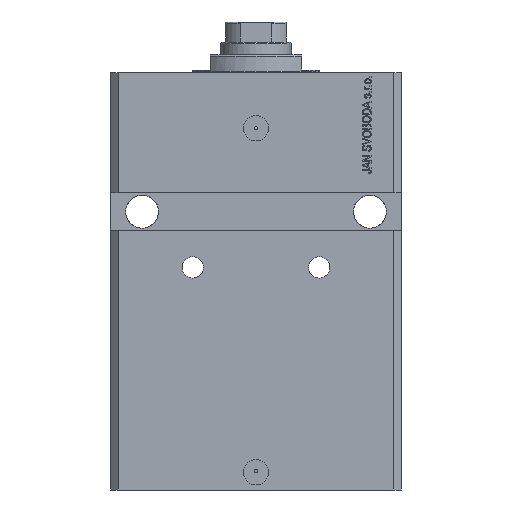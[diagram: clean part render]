
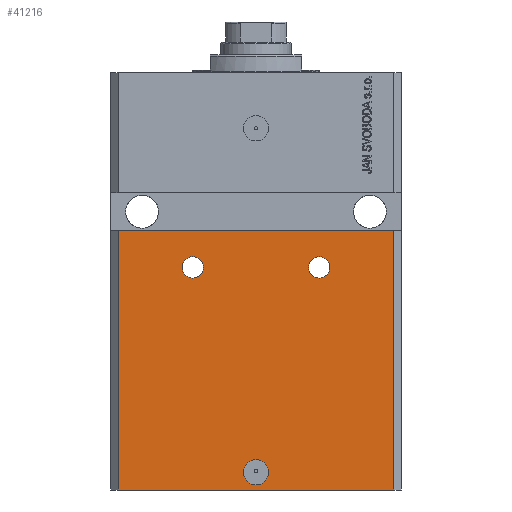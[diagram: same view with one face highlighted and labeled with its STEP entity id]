
A CAD part, front view. The second image highlights one B-rep face of the part: STEP entity #41216.
In plain terms, the highlighted planar face has unit normal (0, -1, 0).
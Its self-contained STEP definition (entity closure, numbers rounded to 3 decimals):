
#1097 = CARTESIAN_POINT ( 'NONE',  ( -25., -45., -77. ) ) ;
#1920 = EDGE_CURVE ( 'NONE', #36206, #7483, #4526, .T. ) ;
#2140 = CARTESIAN_POINT ( 'NONE',  ( -54.5, -45., -165. ) ) ;
#3383 = EDGE_CURVE ( 'NONE', #19191, #31422, #15142, .T. ) ;
#4282 = CARTESIAN_POINT ( 'NONE',  ( -57.5, -45., -62.5 ) ) ;
#4526 = LINE ( 'NONE', #4282, #31163 ) ;
#4546 = EDGE_LOOP ( 'NONE', ( #20996, #37332 ) ) ;
#5042 = EDGE_CURVE ( 'NONE', #10154, #24105, #21603, .T. ) ;
#6272 = DIRECTION ( 'NONE',  ( 0., -1., 0. ) ) ;
#7483 = VERTEX_POINT ( 'NONE', #33541 ) ;
#7817 = EDGE_CURVE ( 'NONE', #31422, #19191, #40987, .T. ) ;
#9028 = CIRCLE ( 'NONE', #23488, 4.25 ) ;
#9365 = FACE_BOUND ( 'NONE', #23193, .T. ) ;
#9553 = CARTESIAN_POINT ( 'NONE',  ( 0., -45., -158. ) ) ;
#9948 = DIRECTION ( 'NONE',  ( 0., 0., 1. ) ) ;
#10154 = VERTEX_POINT ( 'NONE', #24317 ) ;
#10221 = CARTESIAN_POINT ( 'NONE',  ( -54.5, -45., -165. ) ) ;
#10562 = VECTOR ( 'NONE', #9948, 1000. ) ;
#11307 = CARTESIAN_POINT ( 'NONE',  ( 54.5, -45., -165. ) ) ;
#11377 = DIRECTION ( 'NONE',  ( 1., 0., 0. ) ) ;
#12097 = AXIS2_PLACEMENT_3D ( 'NONE', #1097, #16439, #31795 ) ;
#13921 = VECTOR ( 'NONE', #44936, 1000. ) ;
#14208 = DIRECTION ( 'NONE',  ( 0., -1., 0. ) ) ;
#15086 = EDGE_LOOP ( 'NONE', ( #37885, #37425, #20585, #44413 ) ) ;
#15142 = CIRCLE ( 'NONE', #47289, 5. ) ;
#15200 = DIRECTION ( 'NONE',  ( 0., -1., 0. ) ) ;
#15284 = AXIS2_PLACEMENT_3D ( 'NONE', #9553, #6272, #20885 ) ;
#16439 = DIRECTION ( 'NONE',  ( 0., -1., 0. ) ) ;
#16481 = CARTESIAN_POINT ( 'NONE',  ( -54.5, -45., -165. ) ) ;
#16912 = EDGE_CURVE ( 'NONE', #47198, #7483, #26090, .T. ) ;
#16989 = CARTESIAN_POINT ( 'NONE',  ( 5., -45., -158. ) ) ;
#17349 = CARTESIAN_POINT ( 'NONE',  ( 20.75, -45., -77. ) ) ;
#17732 = CARTESIAN_POINT ( 'NONE',  ( 25., -45., -77. ) ) ;
#17893 = PLANE ( 'NONE',  #18687 ) ;
#18687 = AXIS2_PLACEMENT_3D ( 'NONE', #48326, #20934, #24952 ) ;
#19191 = VERTEX_POINT ( 'NONE', #19661 ) ;
#19661 = CARTESIAN_POINT ( 'NONE',  ( -5., -45., -158. ) ) ;
#20585 = ORIENTED_EDGE ( 'NONE', *, *, #42901, .T. ) ;
#20716 = CARTESIAN_POINT ( 'NONE',  ( 29.25, -45., -77. ) ) ;
#20885 = DIRECTION ( 'NONE',  ( 1., 0., 0. ) ) ;
#20934 = DIRECTION ( 'NONE',  ( 0., -1., 0. ) ) ;
#20996 = ORIENTED_EDGE ( 'NONE', *, *, #7817, .F. ) ;
#21603 = CIRCLE ( 'NONE', #48103, 4.25 ) ;
#21662 = FACE_BOUND ( 'NONE', #47539, .T. ) ;
#22317 = ORIENTED_EDGE ( 'NONE', *, *, #29457, .F. ) ;
#22908 = DIRECTION ( 'NONE',  ( 1., 0., 0. ) ) ;
#22998 = DIRECTION ( 'NONE',  ( 1., 0., 0. ) ) ;
#23193 = EDGE_LOOP ( 'NONE', ( #40071, #43679 ) ) ;
#23488 = AXIS2_PLACEMENT_3D ( 'NONE', #38799, #31750, #11377 ) ;
#24105 = VERTEX_POINT ( 'NONE', #28384 ) ;
#24317 = CARTESIAN_POINT ( 'NONE',  ( -29.25, -45., -77. ) ) ;
#24479 = VERTEX_POINT ( 'NONE', #16481 ) ;
#24952 = DIRECTION ( 'NONE',  ( 1., 0., 0. ) ) ;
#25832 = CARTESIAN_POINT ( 'NONE',  ( 54.5, -45., -165. ) ) ;
#26090 = LINE ( 'NONE', #25832, #38022 ) ;
#27855 = ORIENTED_EDGE ( 'NONE', *, *, #40735, .F. ) ;
#27898 = VERTEX_POINT ( 'NONE', #17349 ) ;
#27916 = DIRECTION ( 'NONE',  ( -1., 0., 0. ) ) ;
#28384 = CARTESIAN_POINT ( 'NONE',  ( -20.75, -45., -77. ) ) ;
#29457 = EDGE_CURVE ( 'NONE', #27898, #36717, #40120, .T. ) ;
#31163 = VECTOR ( 'NONE', #22908, 1000. ) ;
#31422 = VERTEX_POINT ( 'NONE', #16989 ) ;
#31750 = DIRECTION ( 'NONE',  ( 0., -1., 0. ) ) ;
#31795 = DIRECTION ( 'NONE',  ( -1., 0., 0. ) ) ;
#31944 = DIRECTION ( 'NONE',  ( 0., -1., 0. ) ) ;
#32094 = AXIS2_PLACEMENT_3D ( 'NONE', #17732, #15200, #22998 ) ;
#32844 = LINE ( 'NONE', #2140, #10562 ) ;
#32992 = FACE_BOUND ( 'NONE', #4546, .T. ) ;
#33541 = CARTESIAN_POINT ( 'NONE',  ( 54.5, -45., -62.5 ) ) ;
#33887 = CARTESIAN_POINT ( 'NONE',  ( -54.5, -45., -62.5 ) ) ;
#36206 = VERTEX_POINT ( 'NONE', #33887 ) ;
#36708 = EDGE_CURVE ( 'NONE', #24105, #10154, #46641, .T. ) ;
#36717 = VERTEX_POINT ( 'NONE', #20716 ) ;
#37011 = FACE_OUTER_BOUND ( 'NONE', #15086, .T. ) ;
#37332 = ORIENTED_EDGE ( 'NONE', *, *, #3383, .F. ) ;
#37425 = ORIENTED_EDGE ( 'NONE', *, *, #39228, .F. ) ;
#37885 = ORIENTED_EDGE ( 'NONE', *, *, #1920, .F. ) ;
#38022 = VECTOR ( 'NONE', #41423, 1000. ) ;
#38799 = CARTESIAN_POINT ( 'NONE',  ( 25., -45., -77. ) ) ;
#38981 = CARTESIAN_POINT ( 'NONE',  ( -25., -45., -77. ) ) ;
#39228 = EDGE_CURVE ( 'NONE', #24479, #36206, #32844, .T. ) ;
#40071 = ORIENTED_EDGE ( 'NONE', *, *, #36708, .F. ) ;
#40120 = CIRCLE ( 'NONE', #32094, 4.25 ) ;
#40735 = EDGE_CURVE ( 'NONE', #36717, #27898, #9028, .T. ) ;
#40987 = CIRCLE ( 'NONE', #15284, 5. ) ;
#41216 = ADVANCED_FACE ( 'NONE', ( #32992, #21662, #9365, #37011 ), #17893, .T. ) ;
#41423 = DIRECTION ( 'NONE',  ( 0., 0., 1. ) ) ;
#41910 = LINE ( 'NONE', #10221, #13921 ) ;
#42901 = EDGE_CURVE ( 'NONE', #24479, #47198, #41910, .T. ) ;
#43679 = ORIENTED_EDGE ( 'NONE', *, *, #5042, .F. ) ;
#44413 = ORIENTED_EDGE ( 'NONE', *, *, #16912, .T. ) ;
#44908 = DIRECTION ( 'NONE',  ( 1., 0., 0. ) ) ;
#44936 = DIRECTION ( 'NONE',  ( 1., 0., 0. ) ) ;
#46641 = CIRCLE ( 'NONE', #12097, 4.25 ) ;
#47198 = VERTEX_POINT ( 'NONE', #11307 ) ;
#47289 = AXIS2_PLACEMENT_3D ( 'NONE', #48677, #14208, #44908 ) ;
#47539 = EDGE_LOOP ( 'NONE', ( #27855, #22317 ) ) ;
#48103 = AXIS2_PLACEMENT_3D ( 'NONE', #38981, #31944, #27916 ) ;
#48326 = CARTESIAN_POINT ( 'NONE',  ( -54.5, -45., -165. ) ) ;
#48677 = CARTESIAN_POINT ( 'NONE',  ( 0., -45., -158. ) ) ;
